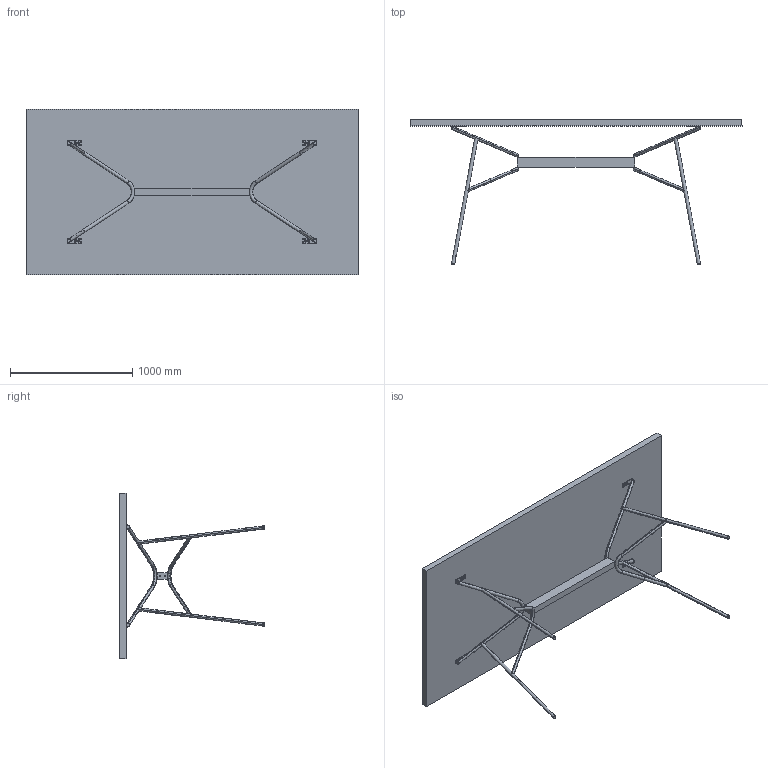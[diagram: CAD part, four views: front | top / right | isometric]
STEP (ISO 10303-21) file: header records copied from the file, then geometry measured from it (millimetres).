
FILE_DESCRIPTION(('FreeCAD Model'),'2;1');
FILE_NAME('Open CASCADE Shape Model','2025-05-04T12:57:17',('FreeCAD'),( 'FreeCAD'),'Open CASCADE STEP processor 7.6','FreeCAD','Unknown');
FILE_SCHEMA(('AUTOMOTIVE_DESIGN { 1 0 10303 214 1 1 1 1 }'));
Length unit declared in the file: millimetre
Products named in the file (1): Open CASCADE STEP translator 7.6 1
Bounding box: 2720.34 x 1184.72 x 1360.17 mm (x, y, z)
Volume: 197019481.1 mm3; surface area: 9643808.8 mm2
Topology: 20 solids, 20 shells, 248 faces, 576 edges, 368 vertices
Faces by surface type: bspline 248
Entity records: 8236 total; most frequent: CARTESIAN_POINT 4825, ORIENTED_EDGE 1152, EDGE_CURVE 576, VERTEX_POINT 368, B_SPLINE_CURVE_WITH_KNOTS 328, FACE_BOUND 288, EDGE_LOOP 288, ADVANCED_FACE 248
